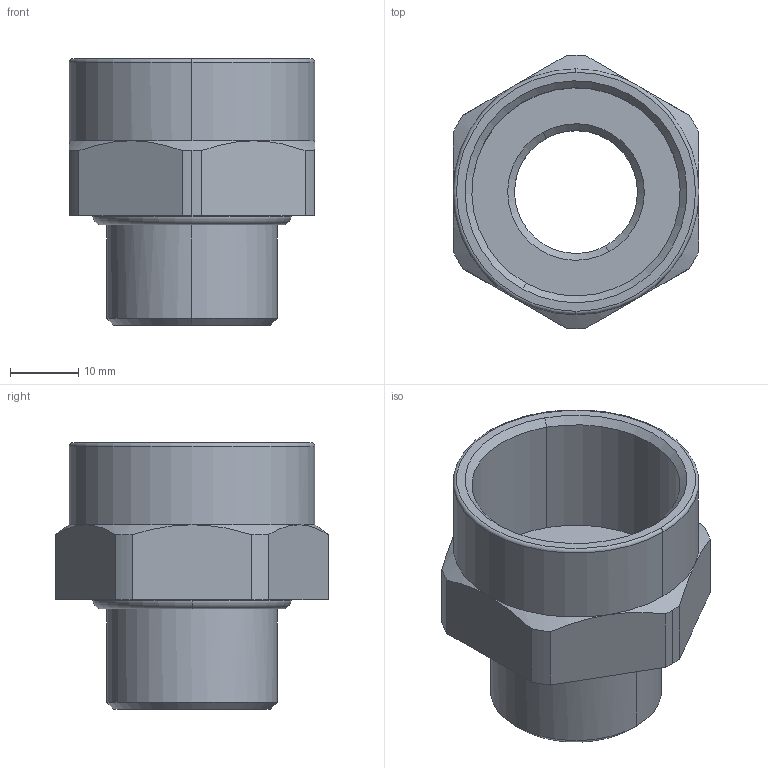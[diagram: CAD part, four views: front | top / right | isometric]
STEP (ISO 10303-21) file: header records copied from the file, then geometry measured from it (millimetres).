
FILE_DESCRIPTION(('CATIA V5 STEP Exchange','CAx-IF Rec.Pracs.--- Model Styling and Organization---1.4--- 2014-01-23'),'2;1');
FILE_NAME ('306379-4_0_1262770000_1262770000.stp','2022-01-28T01:21:57+00:00',('none'),('Weidmueller'),'CATIA Version 5-6 Release 2016 SP3 HF44','CATIA V5 STEP AP214','none');
FILE_SCHEMA(('AUTOMOTIVE_DESIGN { 1 0 10303 214 1 1 1 1 }'));
Length unit declared in the file: millimetre
Products named in the file (1): ADAP M25-M32-W
Bounding box: 36 x 40 x 39 mm (x, y, z)
Volume: 13341.7 mm3; surface area: 9218.5 mm2
Topology: 2 solids, 2 shells, 57 faces, 132 edges, 80 vertices
Faces by surface type: cylinder 20, cone 14, torus 12, plane 11
Entity records: 1506 total; most frequent: CARTESIAN_POINT 302, ORIENTED_EDGE 264, DIRECTION 188, EDGE_CURVE 132, AXIS2_PLACEMENT_3D 114, VERTEX_POINT 80, CIRCLE 78, EDGE_LOOP 62
